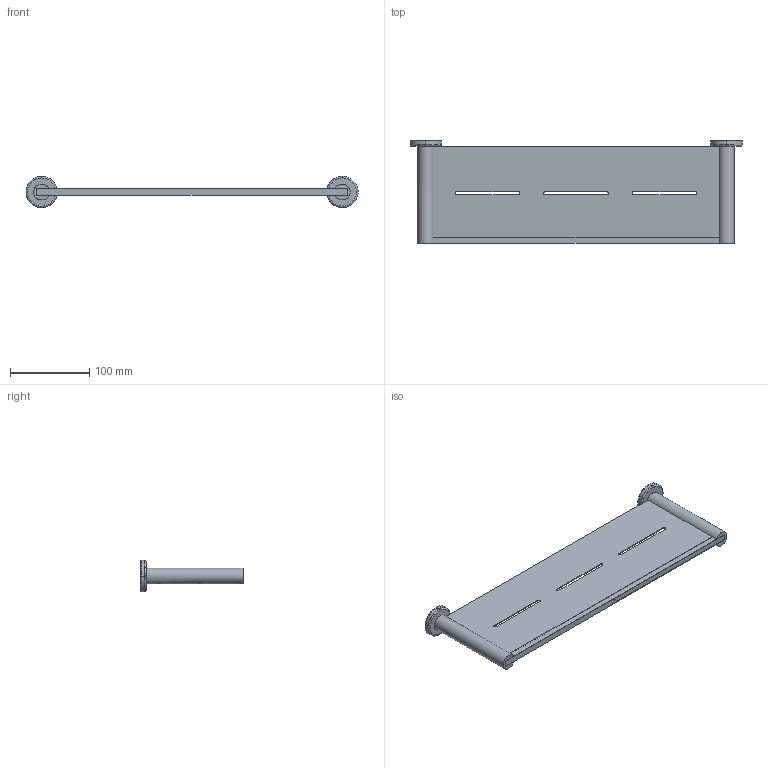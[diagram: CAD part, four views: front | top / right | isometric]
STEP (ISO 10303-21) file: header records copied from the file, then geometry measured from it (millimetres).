
FILE_DESCRIPTION(/* description */ (''),/* implementation_level */ '2;1');
FILE_NAME(/* name */ 'STEP - Mizu Drift Metal Shelf',/* time_stamp */ '2024-03-18T13:52:39+11:00',/* author */ (''),/* organization */ (''),/* preprocessor_version */ 'ST-DEVELOPER v16.5',/* originating_system */ 'Rhino 7.23',/* authorisation */ '');
FILE_SCHEMA (('AUTOMOTIVE_DESIGN'));
Length unit declared in the file: millimetre
Products named in the file (1): Document
Bounding box: 419.9 x 130 x 39.7 mm (x, y, z)
Volume: 140524.3 mm3; surface area: 160310.9 mm2
Topology: 17 solids, 17 shells, 350 faces, 928 edges, 616 vertices
Faces by surface type: plane 182, cylinder 128, bspline 40
Entity records: 11634 total; most frequent: CARTESIAN_POINT 5422, ORIENTED_EDGE 1816, EDGE_CURVE 908, VERTEX_POINT 616, B_SPLINE_CURVE_WITH_KNOTS 550, EDGE_LOOP 416, ADVANCED_FACE 350, FACE_OUTER_BOUND 350
